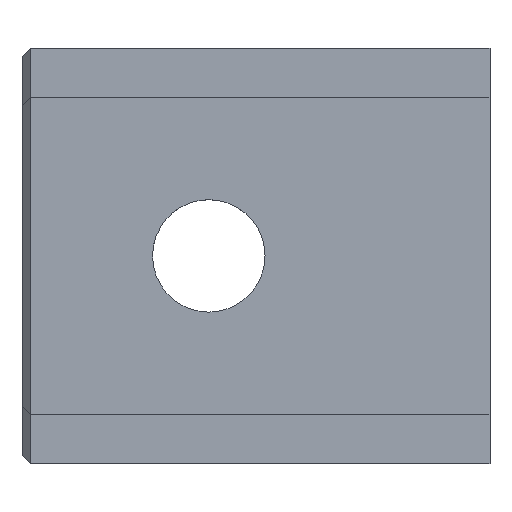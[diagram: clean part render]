
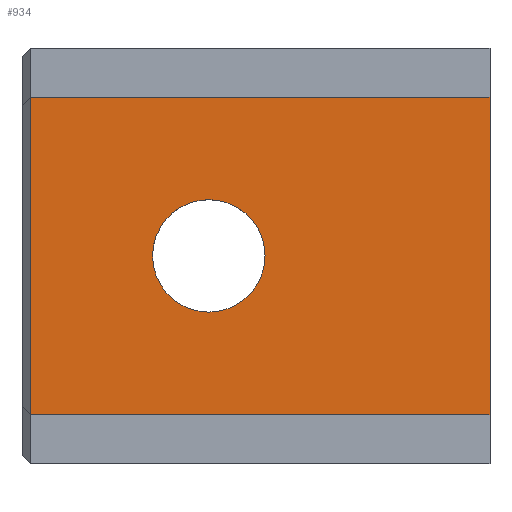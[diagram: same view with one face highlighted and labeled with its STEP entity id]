
A CAD part, top view. The second image highlights one B-rep face of the part: STEP entity #934.
In plain terms, the highlighted planar face has unit normal (0, 0, 1).
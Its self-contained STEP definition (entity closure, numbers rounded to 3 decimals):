
#20=FACE_BOUND('',#164,.T.);
#56=PLANE('',#1007);
#107=FACE_OUTER_BOUND('',#163,.T.);
#163=EDGE_LOOP('',(#770,#771,#772,#773));
#164=EDGE_LOOP('',(#774));
#196=LINE('',#1307,#314);
#271=LINE('',#1456,#389);
#273=LINE('',#1460,#391);
#274=LINE('',#1461,#392);
#314=VECTOR('',#1058,10.);
#389=VECTOR('',#1189,10.);
#391=VECTOR('',#1193,10.);
#392=VECTOR('',#1194,10.);
#431=CIRCLE('',#977,7.);
#441=VERTEX_POINT('',#1297);
#444=VERTEX_POINT('',#1304);
#445=VERTEX_POINT('',#1306);
#491=VERTEX_POINT('',#1455);
#492=VERTEX_POINT('',#1459);
#521=EDGE_CURVE('',#441,#441,#431,.T.);
#524=EDGE_CURVE('',#444,#445,#196,.T.);
#599=EDGE_CURVE('',#491,#445,#271,.T.);
#601=EDGE_CURVE('',#492,#444,#273,.T.);
#602=EDGE_CURVE('',#491,#492,#274,.T.);
#770=ORIENTED_EDGE('',*,*,#524,.F.);
#771=ORIENTED_EDGE('',*,*,#601,.F.);
#772=ORIENTED_EDGE('',*,*,#602,.F.);
#773=ORIENTED_EDGE('',*,*,#599,.T.);
#774=ORIENTED_EDGE('',*,*,#521,.T.);
#934=ADVANCED_FACE('',(#107,#20),#56,.T.);
#977=AXIS2_PLACEMENT_3D('',#1299,#1052,#1053);
#1007=AXIS2_PLACEMENT_3D('',#1458,#1191,#1192);
#1052=DIRECTION('center_axis',(0.,0.,-1.));
#1053=DIRECTION('ref_axis',(1.,0.,0.));
#1058=DIRECTION('',(0.,1.,0.));
#1189=DIRECTION('',(-1.,0.,0.));
#1191=DIRECTION('center_axis',(0.,0.,1.));
#1192=DIRECTION('ref_axis',(0.,1.,0.));
#1193=DIRECTION('',(-1.,0.,0.));
#1194=DIRECTION('',(0.,-1.,0.));
#1297=CARTESIAN_POINT('',(-42.,0.,9.75));
#1299=CARTESIAN_POINT('Origin',(-35.,0.,9.75));
#1304=CARTESIAN_POINT('',(-57.25,-19.75,9.75));
#1306=CARTESIAN_POINT('',(-57.25,19.75,9.75));
#1307=CARTESIAN_POINT('',(-57.25,-9.875,9.75));
#1455=CARTESIAN_POINT('',(0.,19.75,9.75));
#1456=CARTESIAN_POINT('',(0.,19.75,9.75));
#1458=CARTESIAN_POINT('Origin',(0.,-19.75,9.75));
#1459=CARTESIAN_POINT('',(0.,-19.75,9.75));
#1460=CARTESIAN_POINT('',(0.,-19.75,9.75));
#1461=CARTESIAN_POINT('',(0.,19.75,9.75));
